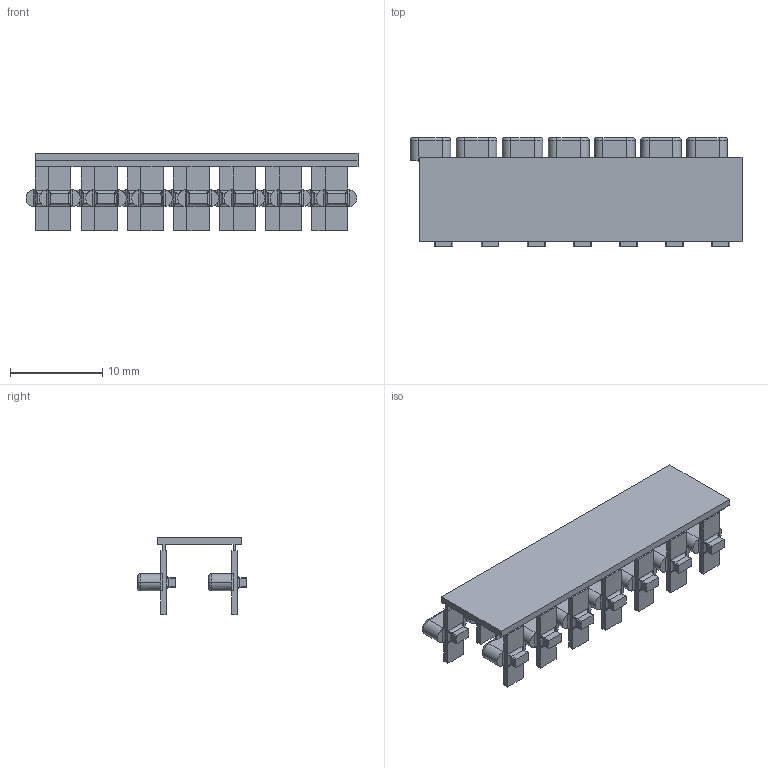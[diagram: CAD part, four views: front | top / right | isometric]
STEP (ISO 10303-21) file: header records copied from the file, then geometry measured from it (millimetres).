
FILE_DESCRIPTION(/* description */ (''),/* implementation_level */ '2;1');
FILE_NAME(/* name */ 'Felini v20 button x14.step',/* time_stamp */ '2023-07-22T19:34:11+07:00',/* author */ (''),/* organization */ (''),/* preprocessor_version */ 'ST-DEVELOPER v19.2',/* originating_system */ 'Autodesk Translation Framework v12.6.0.85',/* authorisation */ '');
FILE_SCHEMA (('AUTOMOTIVE_DESIGN { 1 0 10303 214 3 1 1 }'));
Length unit declared in the file: millimetre
Products named in the file (1): Felini v20 button
Bounding box: 35.98 x 11.79 x 8.38 mm (x, y, z)
Volume: 687.8 mm3; surface area: 1926.9 mm2
Topology: 1 solids, 1 shells, 768 faces, 2146 edges, 1352 vertices
Faces by surface type: plane 348, cylinder 252, torus 112, bspline 56
Entity records: 27894 total; most frequent: CARTESIAN_POINT 8565, ORIENTED_EDGE 4236, DIRECTION 3866, EDGE_CURVE 2118, VERTEX_POINT 1352, AXIS2_PLACEMENT_3D 1343, LINE 1180, VECTOR 1180
